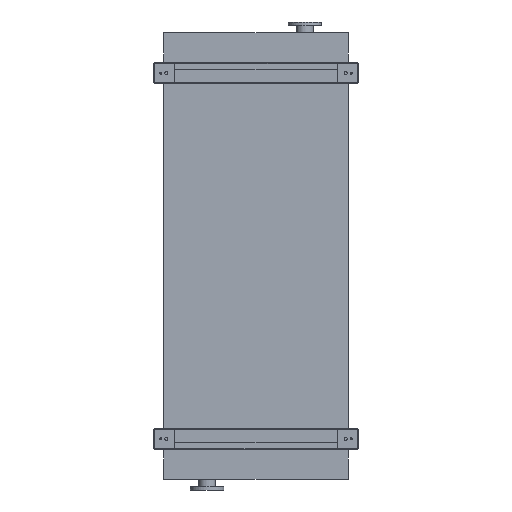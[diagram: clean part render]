
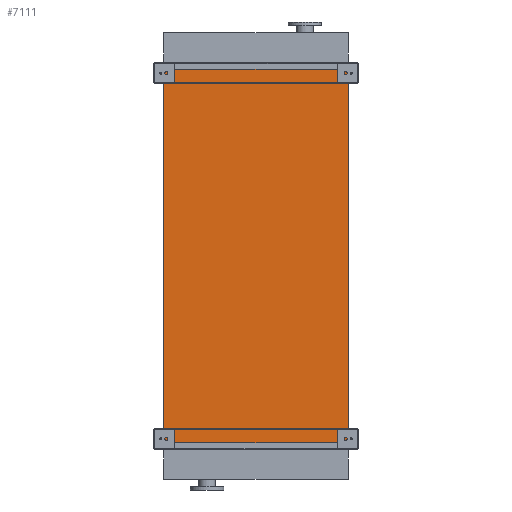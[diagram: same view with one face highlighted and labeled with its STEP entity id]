
A CAD part, front view. The second image highlights one B-rep face of the part: STEP entity #7111.
In plain terms, the highlighted planar face has unit normal (0, -1, 0).
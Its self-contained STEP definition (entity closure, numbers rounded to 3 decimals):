
#226 = AXIS2_PLACEMENT_3D ( 'NONE', #15887, #7065, #19435 ) ;
#1415 = EDGE_CURVE ( 'NONE', #8115, #20606, #16053, .T. ) ;
#2112 = EDGE_CURVE ( 'NONE', #10225, #20606, #23439, .T. ) ;
#2206 = CARTESIAN_POINT ( 'NONE',  ( 605., 0., 0. ) ) ;
#2318 = ORIENTED_EDGE ( 'NONE', *, *, #2418, .T. ) ;
#2418 = EDGE_CURVE ( 'NONE', #7521, #8115, #22601, .T. ) ;
#2939 = ORIENTED_EDGE ( 'NONE', *, *, #1415, .T. ) ;
#3773 = CARTESIAN_POINT ( 'NONE',  ( 605., 0., -2450. ) ) ;
#3831 = VECTOR ( 'NONE', #13266, 1000. ) ;
#4694 = VECTOR ( 'NONE', #20665, 1000. ) ;
#5121 = PLANE ( 'NONE',  #226 ) ;
#5421 = CARTESIAN_POINT ( 'NONE',  ( 605., 0., -2450. ) ) ;
#7065 = DIRECTION ( 'NONE',  ( 0., -1., 0. ) ) ;
#7111 = ADVANCED_FACE ( 'NONE', ( #10420 ), #5121, .T. ) ;
#7214 = CARTESIAN_POINT ( 'NONE',  ( -605., 0., 0. ) ) ;
#7240 = EDGE_LOOP ( 'NONE', ( #16220, #20924, #2318, #2939 ) ) ;
#7340 = VECTOR ( 'NONE', #20731, 1000. ) ;
#7521 = VERTEX_POINT ( 'NONE', #22535 ) ;
#8115 = VERTEX_POINT ( 'NONE', #5421 ) ;
#8259 = CARTESIAN_POINT ( 'NONE',  ( -605., 0., -2450. ) ) ;
#10225 = VERTEX_POINT ( 'NONE', #7214 ) ;
#10420 = FACE_OUTER_BOUND ( 'NONE', #7240, .T. ) ;
#10774 = EDGE_CURVE ( 'NONE', #7521, #10225, #16754, .T. ) ;
#11349 = VECTOR ( 'NONE', #16377, 1000. ) ;
#11861 = CARTESIAN_POINT ( 'NONE',  ( -605., 0., -2450. ) ) ;
#13266 = DIRECTION ( 'NONE',  ( 1., 0., 0. ) ) ;
#15887 = CARTESIAN_POINT ( 'NONE',  ( -605., 0., -2450. ) ) ;
#16053 = LINE ( 'NONE', #3773, #11349 ) ;
#16220 = ORIENTED_EDGE ( 'NONE', *, *, #2112, .F. ) ;
#16377 = DIRECTION ( 'NONE',  ( 0., 0., 1. ) ) ;
#16754 = LINE ( 'NONE', #11861, #7340 ) ;
#16825 = CARTESIAN_POINT ( 'NONE',  ( -605., 0., 0. ) ) ;
#19435 = DIRECTION ( 'NONE',  ( 0., 0., -1. ) ) ;
#20606 = VERTEX_POINT ( 'NONE', #2206 ) ;
#20665 = DIRECTION ( 'NONE',  ( 1., 0., 0. ) ) ;
#20731 = DIRECTION ( 'NONE',  ( 0., 0., 1. ) ) ;
#20924 = ORIENTED_EDGE ( 'NONE', *, *, #10774, .F. ) ;
#22535 = CARTESIAN_POINT ( 'NONE',  ( -605., 0., -2450. ) ) ;
#22601 = LINE ( 'NONE', #8259, #4694 ) ;
#23439 = LINE ( 'NONE', #16825, #3831 ) ;
